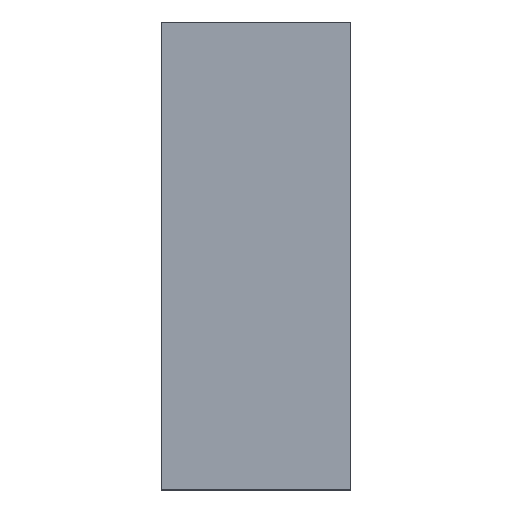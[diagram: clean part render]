
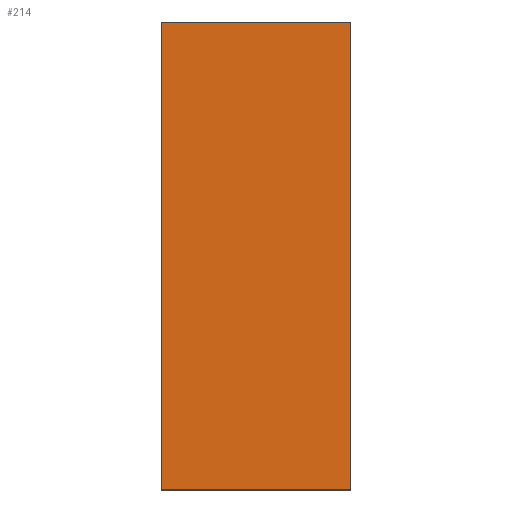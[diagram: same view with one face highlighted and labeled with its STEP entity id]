
A CAD part, top view. The second image highlights one B-rep face of the part: STEP entity #214.
In plain terms, the highlighted planar face has unit normal (0, 0, 1).
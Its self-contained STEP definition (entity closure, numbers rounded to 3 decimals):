
#178=AXIS2_PLACEMENT_3D('Plane Axis2P3D',#175,#176,#177) ;
#175=CARTESIAN_POINT('Axis2P3D Location',(2.425,6.,3.8)) ;
#180=CARTESIAN_POINT('Line Origine',(2.425,12.,3.8)) ;
#184=CARTESIAN_POINT('Vertex',(4.85,12.,3.8)) ;
#186=CARTESIAN_POINT('Vertex',(0.,12.,3.8)) ;
#189=CARTESIAN_POINT('Line Origine',(0.,6.,3.8)) ;
#193=CARTESIAN_POINT('Vertex',(0.,0.,3.8)) ;
#196=CARTESIAN_POINT('Line Origine',(2.425,0.,3.8)) ;
#200=CARTESIAN_POINT('Vertex',(4.85,0.,3.8)) ;
#203=CARTESIAN_POINT('Line Origine',(4.85,6.,3.8)) ;
#176=DIRECTION('Axis2P3D Direction',(0.,0.,1.)) ;
#177=DIRECTION('Axis2P3D XDirection',(0.,-1.,0.)) ;
#181=DIRECTION('Vector Direction',(-1.,0.,0.)) ;
#190=DIRECTION('Vector Direction',(0.,1.,0.)) ;
#197=DIRECTION('Vector Direction',(1.,0.,0.)) ;
#204=DIRECTION('Vector Direction',(0.,-1.,0.)) ;
#182=VECTOR('Line Direction',#181,1.) ;
#191=VECTOR('Line Direction',#190,1.) ;
#198=VECTOR('Line Direction',#197,1.) ;
#205=VECTOR('Line Direction',#204,1.) ;
#209=ORIENTED_EDGE('',*,*,#188,.T.) ;
#210=ORIENTED_EDGE('',*,*,#195,.T.) ;
#211=ORIENTED_EDGE('',*,*,#202,.T.) ;
#212=ORIENTED_EDGE('',*,*,#207,.T.) ;
#214=ADVANCED_FACE('S3D gedreht',(#213),#179,.T.) ;
#188=EDGE_CURVE('',#185,#187,#183,.T.) ;
#195=EDGE_CURVE('',#187,#194,#192,.F.) ;
#202=EDGE_CURVE('',#194,#201,#199,.T.) ;
#207=EDGE_CURVE('',#201,#185,#206,.F.) ;
#208=EDGE_LOOP('',(#209,#210,#211,#212)) ;
#213=FACE_OUTER_BOUND('',#208,.T.) ;
#183=LINE('Line',#180,#182) ;
#192=LINE('Line',#189,#191) ;
#199=LINE('Line',#196,#198) ;
#206=LINE('Line',#203,#205) ;
#179=PLANE('',#178) ;
#185=VERTEX_POINT('',#184) ;
#187=VERTEX_POINT('',#186) ;
#194=VERTEX_POINT('',#193) ;
#201=VERTEX_POINT('',#200) ;
